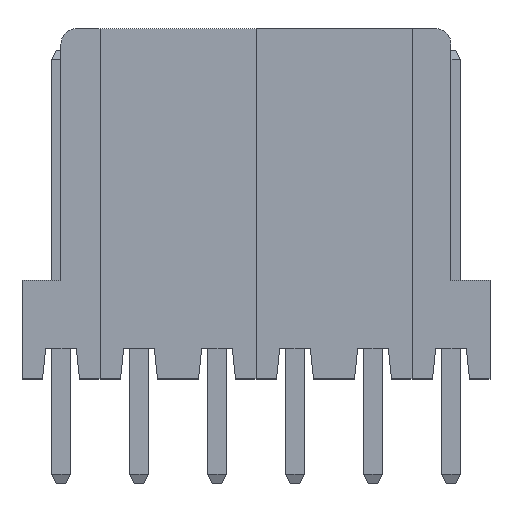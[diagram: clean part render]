
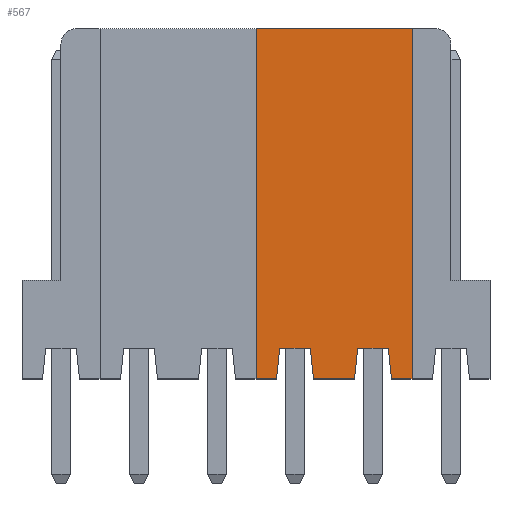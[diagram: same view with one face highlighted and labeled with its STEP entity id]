
A CAD part, top view. The second image highlights one B-rep face of the part: STEP entity #567.
In plain terms, the highlighted planar face has unit normal (0, 0, 1).
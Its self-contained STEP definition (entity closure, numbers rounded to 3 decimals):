
#567=ADVANCED_FACE('',(#1601),#1603,.F.);
#1601=FACE_BOUND('',#1602,.T.);
#1602=EDGE_LOOP('',(#2393,#2394,#2395,#2396,#2397,#2398,#2399,#2400,#2401,#2402,
#2403,#2404));
#1603=PLANE('',#1604);
#1604=AXIS2_PLACEMENT_3D('',#1605,#1606,#1607);
#1605=CARTESIAN_POINT('',(5.08,0.,0.));
#1606=DIRECTION('',(0.,0.,-1.));
#1607=DIRECTION('',(-1.,0.,0.));
#2393=ORIENTED_EDGE('',*,*,#2895,.T.);
#2394=ORIENTED_EDGE('',*,*,#2896,.F.);
#2395=ORIENTED_EDGE('',*,*,#2897,.F.);
#2396=ORIENTED_EDGE('',*,*,#2898,.F.);
#2397=ORIENTED_EDGE('',*,*,#2899,.F.);
#2398=ORIENTED_EDGE('',*,*,#2900,.F.);
#2399=ORIENTED_EDGE('',*,*,#2901,.F.);
#2400=ORIENTED_EDGE('',*,*,#2902,.F.);
#2401=ORIENTED_EDGE('',*,*,#2903,.F.);
#2402=ORIENTED_EDGE('',*,*,#2904,.F.);
#2403=ORIENTED_EDGE('',*,*,#2905,.T.);
#2404=ORIENTED_EDGE('',*,*,#2906,.T.);
#2895=EDGE_CURVE('',#3239,#3240,#3241,.T.);
#2896=EDGE_CURVE('',#3242,#3240,#3243,.T.);
#2897=EDGE_CURVE('',#3244,#3242,#3245,.T.);
#2898=EDGE_CURVE('',#3246,#3244,#3247,.T.);
#2899=EDGE_CURVE('',#3248,#3246,#3249,.T.);
#2900=EDGE_CURVE('',#3250,#3248,#3251,.T.);
#2901=EDGE_CURVE('',#3252,#3250,#3253,.T.);
#2902=EDGE_CURVE('',#3254,#3252,#3255,.T.);
#2903=EDGE_CURVE('',#3256,#3254,#3257,.T.);
#2904=EDGE_CURVE('',#3258,#3256,#3259,.T.);
#2905=EDGE_CURVE('',#3258,#3260,#3261,.T.);
#2906=EDGE_CURVE('',#3260,#3239,#3262,.T.);
#3239=VERTEX_POINT('',#3883);
#3240=VERTEX_POINT('',#3884);
#3241=LINE('',#3885,#3886);
#3242=VERTEX_POINT('',#3888);
#3243=LINE('',#3889,#3890);
#3244=VERTEX_POINT('',#3892);
#3245=LINE('',#3893,#3894);
#3246=VERTEX_POINT('',#3896);
#3247=LINE('',#3897,#3898);
#3248=VERTEX_POINT('',#3900);
#3249=LINE('',#3901,#3902);
#3250=VERTEX_POINT('',#3904);
#3251=LINE('',#3905,#3906);
#3252=VERTEX_POINT('',#3908);
#3253=LINE('',#3909,#3910);
#3254=VERTEX_POINT('',#3912);
#3255=LINE('',#3913,#3914);
#3256=VERTEX_POINT('',#3916);
#3257=LINE('',#3917,#3918);
#3258=VERTEX_POINT('',#3920);
#3259=LINE('',#3921,#3922);
#3260=VERTEX_POINT('',#3924);
#3261=LINE('',#3925,#3926);
#3262=LINE('',#3928,#3929);
#3883=CARTESIAN_POINT('',(-2.54,11.4,0.));
#3884=CARTESIAN_POINT('',(-2.54,0.,0.));
#3885=CARTESIAN_POINT('',(-2.54,11.4,0.));
#3886=VECTOR('',#3887,1.);
#3887=DIRECTION('',(0.,-1.,0.));
#3888=CARTESIAN_POINT('',(-1.87,0.,0.));
#3889=CARTESIAN_POINT('',(-1.87,0.,0.));
#3890=VECTOR('',#3891,1.);
#3891=DIRECTION('',(-1.,0.,0.));
#3892=CARTESIAN_POINT('',(-1.77,1.,0.));
#3893=CARTESIAN_POINT('',(-1.77,1.,0.));
#3894=VECTOR('',#3895,1.);
#3895=DIRECTION('',(-0.1,-0.995,0.));
#3896=CARTESIAN_POINT('',(-0.77,1.,0.));
#3897=CARTESIAN_POINT('',(-0.77,1.,0.));
#3898=VECTOR('',#3899,1.);
#3899=DIRECTION('',(-1.,0.,0.));
#3900=CARTESIAN_POINT('',(-0.67,0.,0.));
#3901=CARTESIAN_POINT('',(-0.67,0.,0.));
#3902=VECTOR('',#3903,1.);
#3903=DIRECTION('',(-0.1,0.995,0.));
#3904=CARTESIAN_POINT('',(0.67,0.,0.));
#3905=CARTESIAN_POINT('',(0.67,0.,0.));
#3906=VECTOR('',#3907,1.);
#3907=DIRECTION('',(-1.,0.,0.));
#3908=CARTESIAN_POINT('',(0.77,1.,0.));
#3909=CARTESIAN_POINT('',(0.77,1.,0.));
#3910=VECTOR('',#3911,1.);
#3911=DIRECTION('',(-0.1,-0.995,0.));
#3912=CARTESIAN_POINT('',(1.77,1.,0.));
#3913=CARTESIAN_POINT('',(1.77,1.,0.));
#3914=VECTOR('',#3915,1.);
#3915=DIRECTION('',(-1.,0.,0.));
#3916=CARTESIAN_POINT('',(1.87,0.,0.));
#3917=CARTESIAN_POINT('',(1.87,0.,0.));
#3918=VECTOR('',#3919,1.);
#3919=DIRECTION('',(-0.1,0.995,0.));
#3920=CARTESIAN_POINT('',(2.54,0.,0.));
#3921=CARTESIAN_POINT('',(2.54,0.,0.));
#3922=VECTOR('',#3923,1.);
#3923=DIRECTION('',(-1.,0.,0.));
#3924=CARTESIAN_POINT('',(2.54,11.4,0.));
#3925=CARTESIAN_POINT('',(2.54,0.,0.));
#3926=VECTOR('',#3927,1.);
#3927=DIRECTION('',(0.,1.,0.));
#3928=CARTESIAN_POINT('',(2.54,11.4,0.));
#3929=VECTOR('',#3930,1.);
#3930=DIRECTION('',(-1.,0.,0.));
